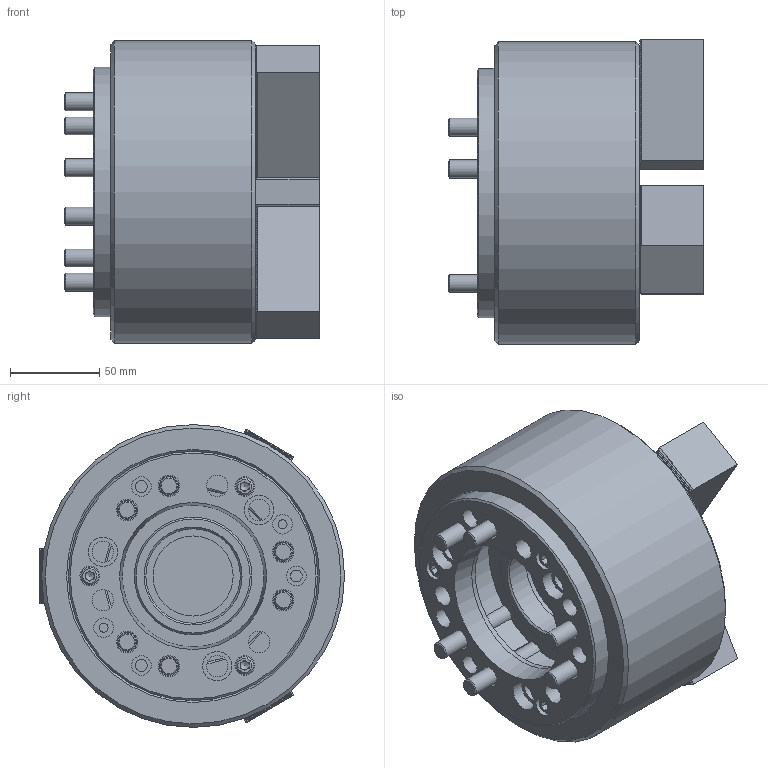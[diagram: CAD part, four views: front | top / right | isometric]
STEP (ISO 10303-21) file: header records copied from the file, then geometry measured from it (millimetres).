
FILE_DESCRIPTION (( 'STEP AP203' ), '1' );
FILE_NAME ('CF-3H-206A5.STEP', '2018-06-19T09:58:20', ( '' ), ( '' ), 'SwSTEP 2.0', 'SolidWorks 2016', '' );
FILE_SCHEMA (( 'CONFIG_CONTROL_DESIGN' ));
Length unit declared in the file: millimetre
Products named in the file (12): M10x25; M5x10半圓頭; 3H-06A5法蘭板; M10x95; M6x20; CF-3H-206-01010; CF-3H-206A5; CF-3H-206-02010; CF-3H-206-04020; CF-3H-206-07000; CF-3H-206-06000; SJ-06
Assembly tree (27 placements, depth 2):
  CF-3H-206A5
    CF-3H-206-01010
    CF-3H-206-02010
    CF-3H-206-04020
    CF-3H-206-06000
    CF-3H-206-07000
    SJ-06  x3
    M10x25  x6
    M5x10半圓頭  x3
    3H-06A5法蘭板
    M10x95  x6
    M6x20  x3
Bounding box: 143 x 171.22 x 170 mm (x, y, z)
Volume: 1874372.3 mm3; surface area: 304708.7 mm2
Topology: 27 solids, 27 shells, 1362 faces, 3659 edges, 2387 vertices
Faces by surface type: plane 921, cylinder 330, cone 101, torus 10
Full cylindrical faces by diameter (mm): 4.2 x3, 5 x9, 5.5 x3, 6 x3, 6.6 x6, 9.5 x3, 10 x18, 11 x20, 12 x12, 16 x12, 16.5 x3, 17 x6, 17.5 x6, 45 x1, 52.8 x1, 53 x2, 54 x1, 55 x2, 55.5 x1, 56 x1, 63.8 x1, 64 x1, 66 x2, 77 x2, 79.5 x1, 140 x2, 170 x1
Entity records: 18402 total; most frequent: CARTESIAN_POINT 3957, ORIENTED_EDGE 2582, DIRECTION 2552, EDGE_CURVE 1291, AXIS2_PLACEMENT_3D 931, VERTEX_POINT 915, EDGE_LOOP 766, VECTOR 690
